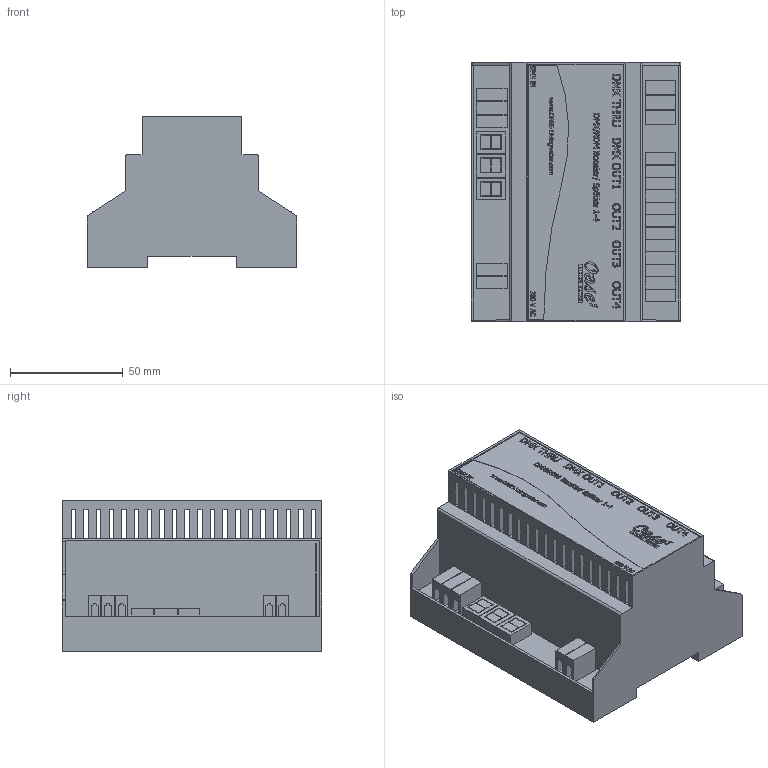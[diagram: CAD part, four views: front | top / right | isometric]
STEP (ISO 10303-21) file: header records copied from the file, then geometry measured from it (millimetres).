
FILE_DESCRIPTION(/* description */ (''),/* implementation_level */ '2;1');
FILE_NAME(/* name */ '11702_ DMX_RDM Booster.stp',/* time_stamp */ '2017-06-02T10:36:15+02:00',/* author */ ('guzb562'),/* organization */ (''),/* preprocessor_version */ 'ST-DEVELOPER v16.1',/* originating_system */ 'Autodesk Inventor 2016',/* authorisation */ '');
FILE_SCHEMA (('AUTOMOTIVE_DESIGN { 1 0 10303 214 3 1 1 }'));
Products named in the file (1): 11702_ DMX_RDM Booster
Bounding box: 93 x 115 x 67 mm (x, y, z)
Volume: 448008.6 mm3; surface area: 91047 mm2
Topology: 1 solids, 1 shells, 1903 faces, 5145 edges, 3420 vertices
Faces by surface type: plane 1317, bspline 558, cylinder 28
Entity records: 65991 total; most frequent: CARTESIAN_POINT 21582, ORIENTED_EDGE 10290, DIRECTION 6781, EDGE_CURVE 5145, LINE 3969, VECTOR 3969, VERTEX_POINT 3420, EDGE_LOOP 2121
